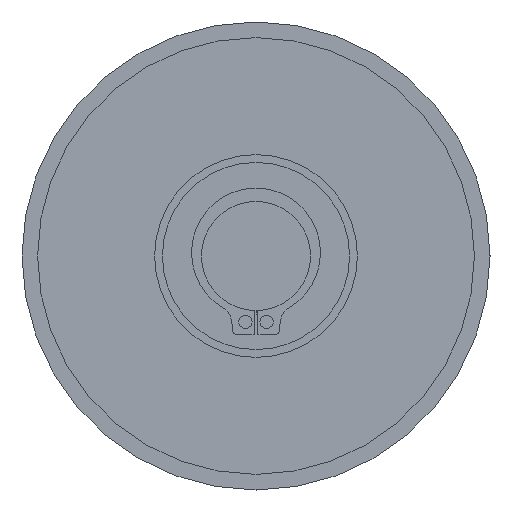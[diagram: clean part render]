
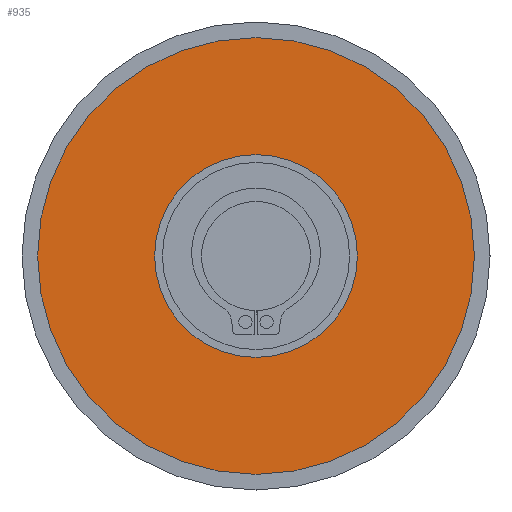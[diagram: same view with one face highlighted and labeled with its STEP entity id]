
A CAD part, front view. The second image highlights one B-rep face of the part: STEP entity #935.
In plain terms, the highlighted face is planar.
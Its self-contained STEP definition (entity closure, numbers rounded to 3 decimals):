
#854 = EDGE_CURVE ( 'NONE', #855, #856, #2525, .T. ) ;
#855 = VERTEX_POINT ( 'NONE', #2521 ) ;
#856 = VERTEX_POINT ( 'NONE', #2520 ) ;
#919 = EDGE_CURVE ( 'NONE', #920, #921, #2662, .T. ) ;
#920 = VERTEX_POINT ( 'NONE', #2658 ) ;
#921 = VERTEX_POINT ( 'NONE', #2657 ) ;
#932 = EDGE_CURVE ( 'NONE', #921, #920, #2644, .T. ) ;
#935 = ADVANCED_FACE ( 'NONE', ( #2645, #2703 ), #2702, .F. ) ;
#936 = EDGE_LOOP ( 'NONE', ( #983, #984 ) ) ;
#983 = ORIENTED_EDGE ( 'NONE', *, *, #854, .F. ) ;
#984 = ORIENTED_EDGE ( 'NONE', *, *, #985, .F. ) ;
#985 = EDGE_CURVE ( 'NONE', #856, #855, #2750, .T. ) ;
#986 = EDGE_LOOP ( 'NONE', ( #987, #988 ) ) ;
#987 = ORIENTED_EDGE ( 'NONE', *, *, #932, .T. ) ;
#988 = ORIENTED_EDGE ( 'NONE', *, *, #919, .T. ) ;
#2520 = CARTESIAN_POINT ( 'NONE',  ( 28., 0., 0. ) ) ;
#2521 = CARTESIAN_POINT ( 'NONE',  ( -28., 0., 0. ) ) ;
#2522 = DIRECTION ( 'NONE',  ( -1., 0., 0. ) ) ;
#2523 = DIRECTION ( 'NONE',  ( 0., 0., -1. ) ) ;
#2524 = AXIS2_PLACEMENT_3D ( 'NONE', #2531, #2523, #2522 ) ;
#2525 = CIRCLE ( 'NONE', #2524, 28. ) ;
#2531 = CARTESIAN_POINT ( 'NONE',  ( 0., 0., 0. ) ) ;
#2642 = CARTESIAN_POINT ( 'NONE',  ( 0., 0., 0. ) ) ;
#2643 = AXIS2_PLACEMENT_3D ( 'NONE', #2642, #2705, #2704 ) ;
#2644 = CIRCLE ( 'NONE', #2643, 13. ) ;
#2645 = FACE_OUTER_BOUND ( 'NONE', #936, .T. ) ;
#2657 = CARTESIAN_POINT ( 'NONE',  ( -13., 0., 0. ) ) ;
#2658 = CARTESIAN_POINT ( 'NONE',  ( 13., 0., 0. ) ) ;
#2659 = DIRECTION ( 'NONE',  ( -1., 0., 0. ) ) ;
#2660 = DIRECTION ( 'NONE',  ( 0., 0., -1. ) ) ;
#2661 = AXIS2_PLACEMENT_3D ( 'NONE', #2668, #2660, #2659 ) ;
#2662 = CIRCLE ( 'NONE', #2661, 13. ) ;
#2668 = CARTESIAN_POINT ( 'NONE',  ( 0., 0., 0. ) ) ;
#2698 = DIRECTION ( 'NONE',  ( -1., 0., 0. ) ) ;
#2699 = DIRECTION ( 'NONE',  ( 0., 0., -1. ) ) ;
#2700 = CARTESIAN_POINT ( 'NONE',  ( 13., 0., 0. ) ) ;
#2701 = AXIS2_PLACEMENT_3D ( 'NONE', #2700, #2699, #2698 ) ;
#2702 = PLANE ( 'NONE',  #2701 ) ;
#2703 = FACE_BOUND ( 'NONE', #986, .T. ) ;
#2704 = DIRECTION ( 'NONE',  ( -1., 0., 0. ) ) ;
#2705 = DIRECTION ( 'NONE',  ( 0., 0., -1. ) ) ;
#2747 = DIRECTION ( 'NONE',  ( -1., 0., 0. ) ) ;
#2748 = DIRECTION ( 'NONE',  ( 0., 0., -1. ) ) ;
#2749 = AXIS2_PLACEMENT_3D ( 'NONE', #2755, #2748, #2747 ) ;
#2750 = CIRCLE ( 'NONE', #2749, 28. ) ;
#2755 = CARTESIAN_POINT ( 'NONE',  ( 0., 0., 0. ) ) ;
